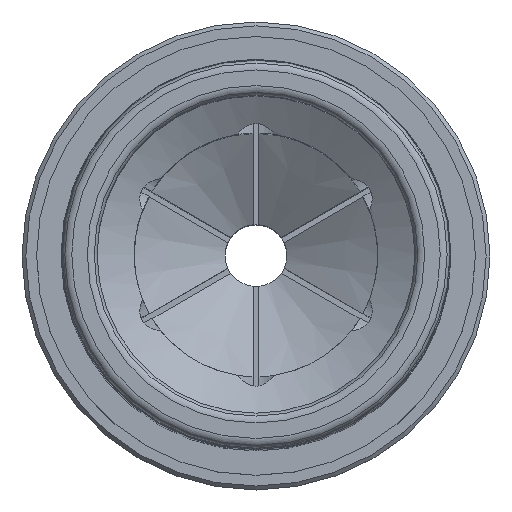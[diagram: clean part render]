
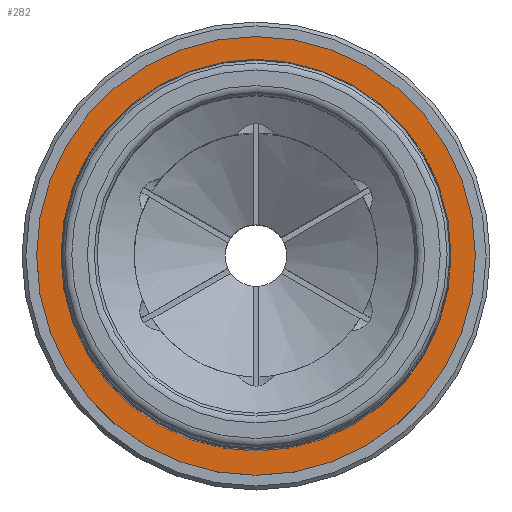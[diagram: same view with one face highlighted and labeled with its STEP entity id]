
A CAD part, top view. The second image highlights one B-rep face of the part: STEP entity #282.
In plain terms, the highlighted planar face has unit normal (0, 0, 1).
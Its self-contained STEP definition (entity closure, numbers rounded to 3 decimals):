
#282=ADVANCED_FACE('',(#368,#369),#344,.F.);
#344=PLANE('',#1203);
#368=FACE_BOUND('',#426,.T.);
#369=FACE_BOUND('',#427,.T.);
#426=EDGE_LOOP('',(#520));
#427=EDGE_LOOP('',(#521));
#520=ORIENTED_EDGE('',*,*,#955,.T.);
#521=ORIENTED_EDGE('',*,*,#956,.T.);
#838=VERTEX_POINT('',#1628);
#839=VERTEX_POINT('',#1630);
#955=EDGE_CURVE('',#838,#838,#1114,.T.);
#956=EDGE_CURVE('',#839,#839,#1115,.T.);
#1114=CIRCLE('',#1201,11.25);
#1115=CIRCLE('',#1202,10.);
#1201=AXIS2_PLACEMENT_3D('',#1627,#1326,#1327);
#1202=AXIS2_PLACEMENT_3D('',#1629,#1328,#1329);
#1203=AXIS2_PLACEMENT_3D('',#1631,#1330,#1331);
#1326=DIRECTION('',(0.,0.,1.));
#1327=DIRECTION('',(-1.,0.,0.));
#1328=DIRECTION('',(0.,0.,-1.));
#1329=DIRECTION('',(-1.,0.,0.));
#1330=DIRECTION('',(0.,0.,-1.));
#1331=DIRECTION('',(1.,0.,0.));
#1627=CARTESIAN_POINT('',(0.,0.,0.));
#1628=CARTESIAN_POINT('',(-11.25,0.,0.));
#1629=CARTESIAN_POINT('',(0.,0.,0.));
#1630=CARTESIAN_POINT('',(-10.,0.,0.));
#1631=CARTESIAN_POINT('',(0.,9.65,0.));
